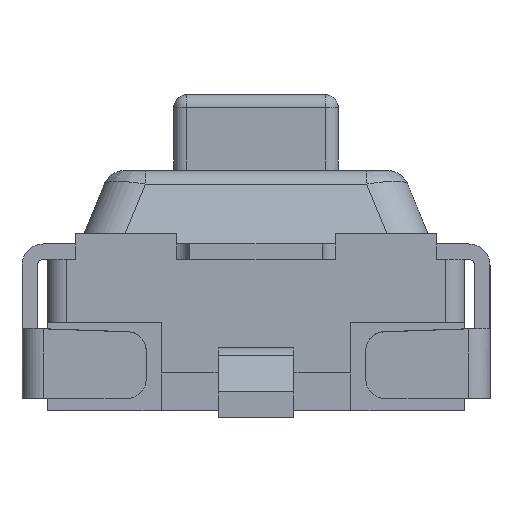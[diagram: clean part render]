
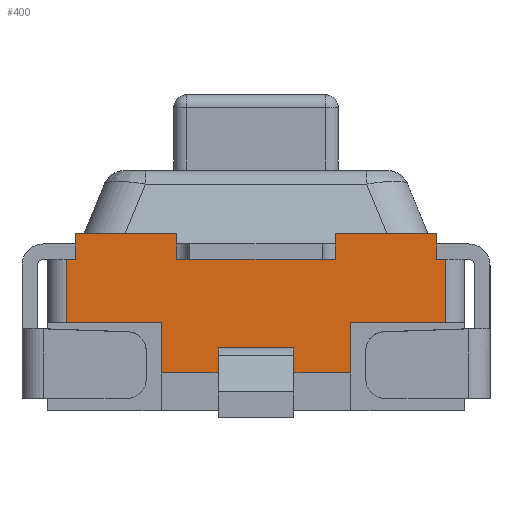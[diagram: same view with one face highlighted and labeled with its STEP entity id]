
A CAD part, left-side view. The second image highlights one B-rep face of the part: STEP entity #400.
In plain terms, the highlighted planar face has unit normal (-1, 0, 0).
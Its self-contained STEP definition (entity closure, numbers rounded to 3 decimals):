
#400 = ADVANCED_FACE( '', ( #1217 ), #1218, .F. );
#1217 = FACE_OUTER_BOUND( '', #3078, .T. );
#1218 = PLANE( '', #3079 );
#3078 = EDGE_LOOP( '', ( #5944, #5945, #5946, #5947, #5948, #5949, #5950, #5951, #5952, #5953, #5954, #5955, #5956, #5957, #5958, #5959, #5960, #5961, #5962, #5963 ) );
#3079 = AXIS2_PLACEMENT_3D( '', #5964, #5965, #5966 );
#5944 = ORIENTED_EDGE( '', *, *, #10829, .F. );
#5945 = ORIENTED_EDGE( '', *, *, #10830, .T. );
#5946 = ORIENTED_EDGE( '', *, *, #10831, .F. );
#5947 = ORIENTED_EDGE( '', *, *, #10832, .F. );
#5948 = ORIENTED_EDGE( '', *, *, #10833, .F. );
#5949 = ORIENTED_EDGE( '', *, *, #10834, .T. );
#5950 = ORIENTED_EDGE( '', *, *, #10835, .T. );
#5951 = ORIENTED_EDGE( '', *, *, #10836, .T. );
#5952 = ORIENTED_EDGE( '', *, *, #10837, .T. );
#5953 = ORIENTED_EDGE( '', *, *, #10838, .F. );
#5954 = ORIENTED_EDGE( '', *, *, #10839, .F. );
#5955 = ORIENTED_EDGE( '', *, *, #10760, .T. );
#5956 = ORIENTED_EDGE( '', *, *, #10840, .T. );
#5957 = ORIENTED_EDGE( '', *, *, #10841, .T. );
#5958 = ORIENTED_EDGE( '', *, *, #10842, .F. );
#5959 = ORIENTED_EDGE( '', *, *, #10843, .T. );
#5960 = ORIENTED_EDGE( '', *, *, #10824, .T. );
#5961 = ORIENTED_EDGE( '', *, *, #10844, .T. );
#5962 = ORIENTED_EDGE( '', *, *, #10845, .F. );
#5963 = ORIENTED_EDGE( '', *, *, #10846, .T. );
#5964 = CARTESIAN_POINT( '', ( 2419.182, 680.016, 0.55 ) );
#5965 = DIRECTION( '', ( 1., 0., 0. ) );
#5966 = DIRECTION( '', ( 0., 1., 0. ) );
#10760 = EDGE_CURVE( '', #12985, #12986, #12987, .T. );
#10824 = EDGE_CURVE( '', #13101, #13102, #13103, .T. );
#10829 = EDGE_CURVE( '', #13110, #13111, #13112, .T. );
#10830 = EDGE_CURVE( '', #13110, #13113, #13114, .T. );
#10831 = EDGE_CURVE( '', #13115, #13113, #13116, .T. );
#10832 = EDGE_CURVE( '', #13117, #13115, #13118, .T. );
#10833 = EDGE_CURVE( '', #13119, #13117, #13120, .T. );
#10834 = EDGE_CURVE( '', #13119, #13121, #13122, .T. );
#10835 = EDGE_CURVE( '', #13121, #13123, #13124, .T. );
#10836 = EDGE_CURVE( '', #13123, #13125, #13126, .T. );
#10837 = EDGE_CURVE( '', #13125, #13127, #13128, .T. );
#10838 = EDGE_CURVE( '', #13129, #13127, #13130, .T. );
#10839 = EDGE_CURVE( '', #12985, #13129, #13131, .T. );
#10840 = EDGE_CURVE( '', #12986, #13132, #13133, .T. );
#10841 = EDGE_CURVE( '', #13132, #13134, #13135, .T. );
#10842 = EDGE_CURVE( '', #13136, #13134, #13137, .T. );
#10843 = EDGE_CURVE( '', #13136, #13101, #13138, .T. );
#10844 = EDGE_CURVE( '', #13102, #13139, #13140, .T. );
#10845 = EDGE_CURVE( '', #13141, #13139, #13142, .T. );
#10846 = EDGE_CURVE( '', #13141, #13111, #13143, .T. );
#12985 = VERTEX_POINT( '', #17051 );
#12986 = VERTEX_POINT( '', #17052 );
#12987 = LINE( '', #17053, #17054 );
#13101 = VERTEX_POINT( '', #17220 );
#13102 = VERTEX_POINT( '', #17221 );
#13103 = LINE( '', #17222, #17223 );
#13110 = VERTEX_POINT( '', #17232 );
#13111 = VERTEX_POINT( '', #17233 );
#13112 = LINE( '', #17234, #17235 );
#13113 = VERTEX_POINT( '', #17236 );
#13114 = LINE( '', #17237, #17238 );
#13115 = VERTEX_POINT( '', #17239 );
#13116 = LINE( '', #17240, #17241 );
#13117 = VERTEX_POINT( '', #17242 );
#13118 = LINE( '', #17243, #17244 );
#13119 = VERTEX_POINT( '', #17245 );
#13120 = LINE( '', #17246, #17247 );
#13121 = VERTEX_POINT( '', #17248 );
#13122 = LINE( '', #17249, #17250 );
#13123 = VERTEX_POINT( '', #17251 );
#13124 = LINE( '', #17252, #17253 );
#13125 = VERTEX_POINT( '', #17254 );
#13126 = LINE( '', #17255, #17256 );
#13127 = VERTEX_POINT( '', #17257 );
#13128 = LINE( '', #17258, #17259 );
#13129 = VERTEX_POINT( '', #17260 );
#13130 = LINE( '', #17261, #17262 );
#13131 = LINE( '', #17263, #17264 );
#13132 = VERTEX_POINT( '', #17265 );
#13133 = LINE( '', #17266, #17267 );
#13134 = VERTEX_POINT( '', #17268 );
#13135 = LINE( '', #17269, #17270 );
#13136 = VERTEX_POINT( '', #17271 );
#13137 = LINE( '', #17272, #17273 );
#13138 = LINE( '', #17274, #17275 );
#13139 = VERTEX_POINT( '', #17276 );
#13140 = LINE( '', #17277, #17278 );
#13141 = VERTEX_POINT( '', #17279 );
#13142 = LINE( '', #17280, #17281 );
#13143 = LINE( '', #17282, #17283 );
#17051 = CARTESIAN_POINT( '', ( 2419.182, 678.591, 0.9 ) );
#17052 = CARTESIAN_POINT( '', ( 2419.182, 678.591, 1.1 ) );
#17053 = CARTESIAN_POINT( '', ( 2419.182, 678.591, 0.9 ) );
#17054 = VECTOR( '', #21821, 1000. );
#17220 = CARTESIAN_POINT( '', ( 2419.182, 680.641, 1.1 ) );
#17221 = CARTESIAN_POINT( '', ( 2419.182, 681.441, 1.1 ) );
#17222 = CARTESIAN_POINT( '', ( 2419.182, 680.641, 1.1 ) );
#17223 = VECTOR( '', #21913, 1000. );
#17232 = CARTESIAN_POINT( '', ( 2419.182, 680.766, 0.4 ) );
#17233 = CARTESIAN_POINT( '', ( 2419.182, 681.516, 0.4 ) );
#17234 = CARTESIAN_POINT( '', ( 2419.182, 680.766, 0.4 ) );
#17235 = VECTOR( '', #21922, 1000. );
#17236 = CARTESIAN_POINT( '', ( 2419.182, 680.766, 0. ) );
#17237 = CARTESIAN_POINT( '', ( 2419.182, 680.766, 0.4 ) );
#17238 = VECTOR( '', #21923, 1000. );
#17239 = CARTESIAN_POINT( '', ( 2419.182, 680.316, 0. ) );
#17240 = CARTESIAN_POINT( '', ( 2419.182, 680.316, 0. ) );
#17241 = VECTOR( '', #21924, 1000. );
#17242 = CARTESIAN_POINT( '', ( 2419.182, 680.316, 0.2 ) );
#17243 = CARTESIAN_POINT( '', ( 2419.182, 680.316, 0.2 ) );
#17244 = VECTOR( '', #21925, 1000. );
#17245 = CARTESIAN_POINT( '', ( 2419.182, 679.716, 0.2 ) );
#17246 = CARTESIAN_POINT( '', ( 2419.182, 679.716, 0.2 ) );
#17247 = VECTOR( '', #21926, 1000. );
#17248 = CARTESIAN_POINT( '', ( 2419.182, 679.716, 0. ) );
#17249 = CARTESIAN_POINT( '', ( 2419.182, 679.716, 0.2 ) );
#17250 = VECTOR( '', #21927, 1000. );
#17251 = CARTESIAN_POINT( '', ( 2419.182, 679.266, 0. ) );
#17252 = CARTESIAN_POINT( '', ( 2419.182, 679.716, 0. ) );
#17253 = VECTOR( '', #21928, 1000. );
#17254 = CARTESIAN_POINT( '', ( 2419.182, 679.266, 0.4 ) );
#17255 = CARTESIAN_POINT( '', ( 2419.182, 679.266, 0. ) );
#17256 = VECTOR( '', #21929, 1000. );
#17257 = CARTESIAN_POINT( '', ( 2419.182, 678.516, 0.4 ) );
#17258 = CARTESIAN_POINT( '', ( 2419.182, 679.266, 0.4 ) );
#17259 = VECTOR( '', #21930, 1000. );
#17260 = CARTESIAN_POINT( '', ( 2419.182, 678.516, 0.9 ) );
#17261 = CARTESIAN_POINT( '', ( 2419.182, 678.516, 0.9 ) );
#17262 = VECTOR( '', #21931, 1000. );
#17263 = CARTESIAN_POINT( '', ( 2419.182, 678.591, 0.9 ) );
#17264 = VECTOR( '', #21932, 1000. );
#17265 = CARTESIAN_POINT( '', ( 2419.182, 679.391, 1.1 ) );
#17266 = CARTESIAN_POINT( '', ( 2419.182, 678.591, 1.1 ) );
#17267 = VECTOR( '', #21933, 1000. );
#17268 = CARTESIAN_POINT( '', ( 2419.182, 679.391, 0.9 ) );
#17269 = CARTESIAN_POINT( '', ( 2419.182, 679.391, 1.1 ) );
#17270 = VECTOR( '', #21934, 1000. );
#17271 = CARTESIAN_POINT( '', ( 2419.182, 680.641, 0.9 ) );
#17272 = CARTESIAN_POINT( '', ( 2419.182, 680.641, 0.9 ) );
#17273 = VECTOR( '', #21935, 1000. );
#17274 = CARTESIAN_POINT( '', ( 2419.182, 680.641, 0.9 ) );
#17275 = VECTOR( '', #21936, 1000. );
#17276 = CARTESIAN_POINT( '', ( 2419.182, 681.441, 0.9 ) );
#17277 = CARTESIAN_POINT( '', ( 2419.182, 681.441, 1.1 ) );
#17278 = VECTOR( '', #21937, 1000. );
#17279 = CARTESIAN_POINT( '', ( 2419.182, 681.516, 0.9 ) );
#17280 = CARTESIAN_POINT( '', ( 2419.182, 681.516, 0.9 ) );
#17281 = VECTOR( '', #21938, 1000. );
#17282 = CARTESIAN_POINT( '', ( 2419.182, 681.516, 0.9 ) );
#17283 = VECTOR( '', #21939, 1000. );
#21821 = DIRECTION( '', ( 0., 0., 1. ) );
#21913 = DIRECTION( '', ( 0., 1., 0. ) );
#21922 = DIRECTION( '', ( 0., 1., 0. ) );
#21923 = DIRECTION( '', ( 0., 0., -1. ) );
#21924 = DIRECTION( '', ( 0., 1., 0. ) );
#21925 = DIRECTION( '', ( 0., 0., -1. ) );
#21926 = DIRECTION( '', ( 0., 1., 0. ) );
#21927 = DIRECTION( '', ( 0., 0., -1. ) );
#21928 = DIRECTION( '', ( 0., -1., 0. ) );
#21929 = DIRECTION( '', ( 0., 0., 1. ) );
#21930 = DIRECTION( '', ( 0., -1., 0. ) );
#21931 = DIRECTION( '', ( 0., 0., -1. ) );
#21932 = DIRECTION( '', ( 0., -1., 0. ) );
#21933 = DIRECTION( '', ( 0., 1., 0. ) );
#21934 = DIRECTION( '', ( 0., 0., -1. ) );
#21935 = DIRECTION( '', ( 0., -1., 0. ) );
#21936 = DIRECTION( '', ( 0., 0., 1. ) );
#21937 = DIRECTION( '', ( 0., 0., -1. ) );
#21938 = DIRECTION( '', ( 0., -1., 0. ) );
#21939 = DIRECTION( '', ( 0., 0., -1. ) );
